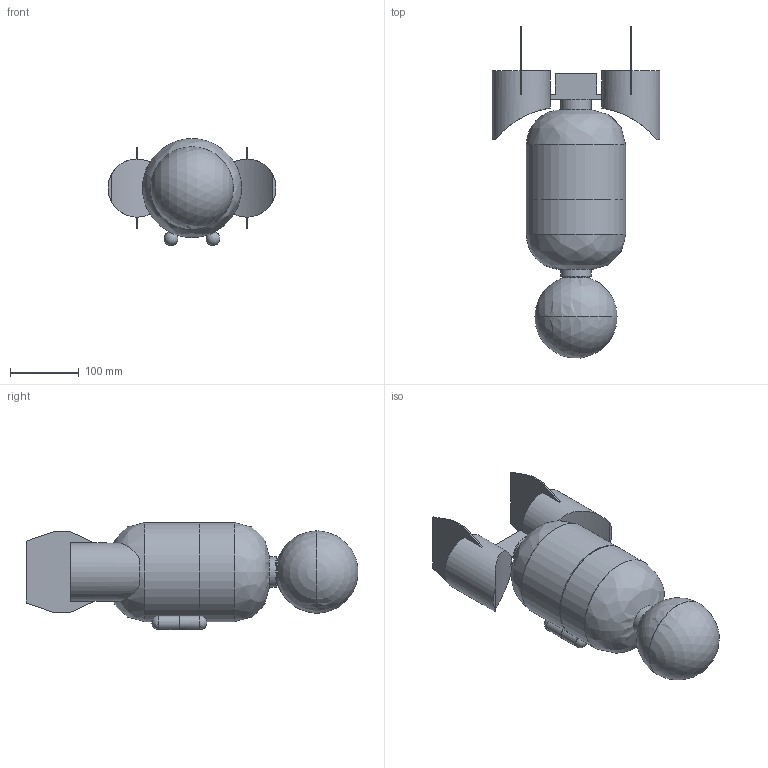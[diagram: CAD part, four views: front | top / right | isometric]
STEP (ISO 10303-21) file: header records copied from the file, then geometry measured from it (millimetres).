
FILE_DESCRIPTION((''),'2;1');
FILE_NAME('spaceship','2000-01-28T17:10:27-05:00',(''),(''),'ST-DEVELOPER 1.6','MicroStation/J Version 07.01.01.18','');
FILE_SCHEMA (('AUTOMOTIVE_DESIGN'));
Length unit declared in the file: centimetre
Products named in the file (14): HEAD_FRONT; HEAD_BACK; MAINBODY; MAIN_BODY_FRONT; MAIN_BODY_BACK; SPACE_SHIP; FOOT; FOOT_BACK; FOOT_FRONT; TAIL; TAIL_R; TAIL_L; TAIL_MIDDLE; HEAD
Assembly tree (14 placements, depth 3):
  SPACE_SHIP
    HEAD
      HEAD_FRONT
      HEAD_BACK
    MAINBODY
      MAIN_BODY_FRONT
      MAIN_BODY_BACK
    FOOT  x2
      FOOT_BACK
      FOOT_FRONT
    TAIL
      TAIL_R
      TAIL_L
      TAIL_MIDDLE
Bounding box: 244.01 x 482.15 x 155.45 mm (x, y, z)
Volume: 1040455.1 mm3; surface area: 490192.3 mm2
Topology: 11 solids, 11 shells, 130 faces, 302 edges, 189 vertices
Faces by surface type: plane 81, cylinder 33, sphere 12, bspline 4
Full cylindrical faces by diameter (mm): 18 x4, 20 x4, 36 x4, 38 x3, 42 x2, 44 x2, 84.531 x2, 132 x2, 134 x2, 136 x1, 138 x1, 142 x2, 144 x2
Entity records: 3738 total; most frequent: CARTESIAN_POINT 978, DIRECTION 548, ORIENTED_EDGE 396, AXIS2_PLACEMENT_3D 214, EDGE_CURVE 198, FACE_BOUND 166, EDGE_LOOP 166, VERTEX_POINT 148
